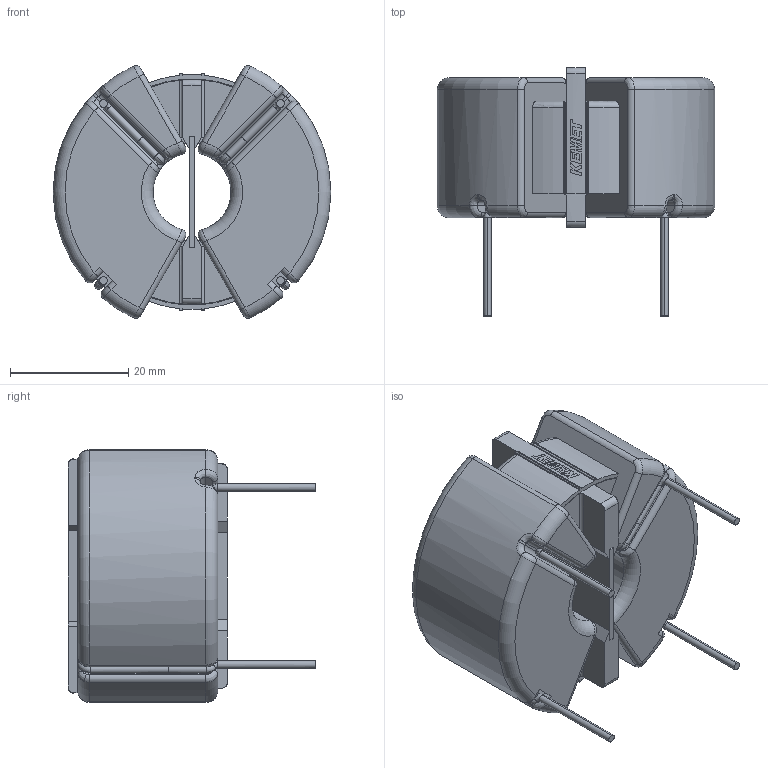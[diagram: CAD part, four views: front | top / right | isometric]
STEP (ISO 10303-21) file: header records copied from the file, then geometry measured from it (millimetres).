
FILE_DESCRIPTION (( 'STEP AP214' ), '1' );
FILE_NAME ('SC-10-200.STEP', '2019-01-31T06:33:09', ( '' ), ( '' ), 'SwSTEP 2.0', 'SolidWorks 2018', '' );
FILE_SCHEMA (( 'AUTOMOTIVE_DESIGN' ));
Length unit declared in the file: millimetre
Products named in the file (1): SC-10-200
Bounding box: 47 x 42 x 42.8 mm (x, y, z)
Volume: 33624 mm3; surface area: 11697.3 mm2
Topology: 1 solids, 1 shells, 397 faces, 1064 edges, 672 vertices
Faces by surface type: plane 139, cylinder 131, torus 67, bspline 52, cone 8
Entity records: 19362 total; most frequent: CARTESIAN_POINT 5537, ORIENTED_EDGE 2128, DIRECTION 1855, EDGE_CURVE 1064, AXIS2_PLACEMENT_3D 720, VERTEX_POINT 672, LINE 415, VECTOR 415
